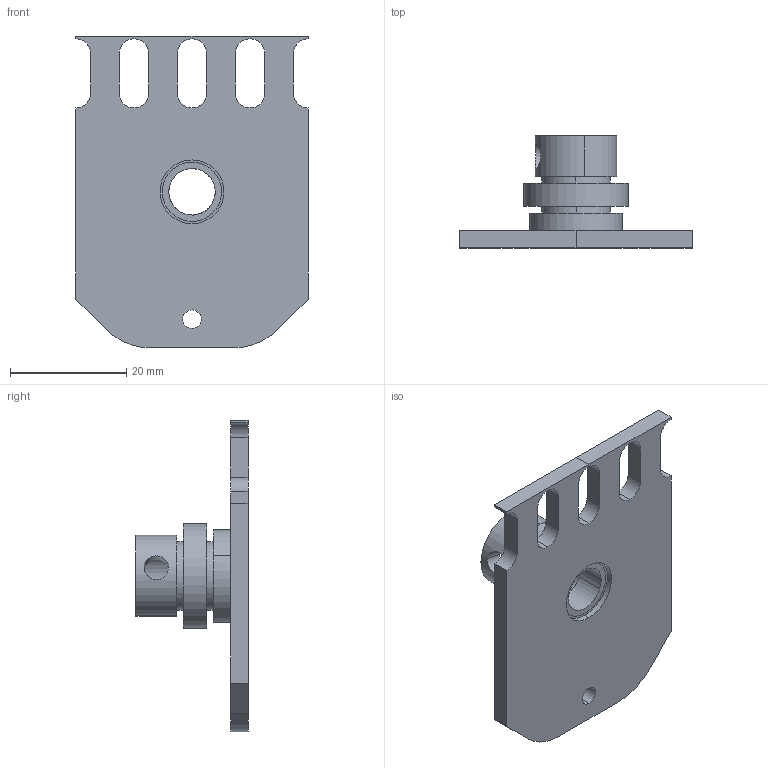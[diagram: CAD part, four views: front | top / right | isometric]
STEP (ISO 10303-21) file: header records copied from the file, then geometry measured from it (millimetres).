
FILE_DESCRIPTION(('FreeCAD Model'),'2;1');
FILE_NAME('Thruster-LeadScrew.step', '2020-08-13T01:46:29',('Author'),(''), 'Open CASCADE STEP processor 7.3','FreeCAD','Unknown');
FILE_SCHEMA(('AUTOMOTIVE_DESIGN { 1 0 10303 214 1 1 1 1 }'));
Length unit declared in the file: millimetre
Products named in the file (6): Threaded_Rod_Plate_Nema_17-Idler_001; ShimFlexiblePreload-8mm_001; Shim_Washer_8mm1_002; Lock_Collar_8mm1_001; Shim_Washer_8mm1_001; Ball_Bearing_8_x_16_x_51_001
Bounding box: 40 x 19.3 x 53.67 mm (x, y, z)
Volume: 7341.9 mm3; surface area: 6992.8 mm2
Topology: 6 solids, 6 shells, 85 faces, 204 edges, 136 vertices
Faces by surface type: cylinder 49, plane 36
Full cylindrical faces by diameter (mm): 8.25 x1, 18 x1
Entity records: 6595 total; most frequent: CARTESIAN_POINT 1804, DIRECTION 808, ORIENTED_EDGE 408, PCURVE 408, DEFINITIONAL_REPRESENTATION 408, LINE 404, VECTOR 404, EDGE_CURVE 204
